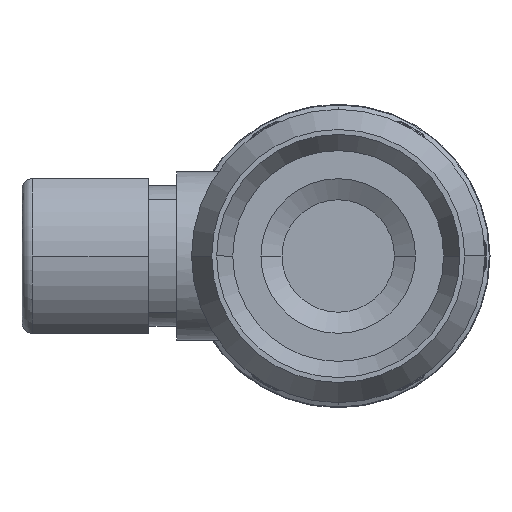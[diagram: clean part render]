
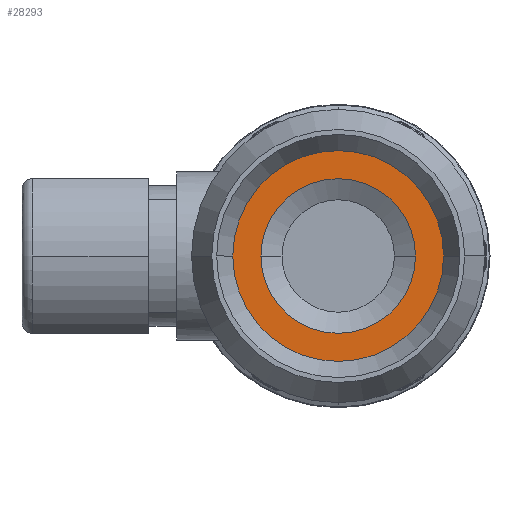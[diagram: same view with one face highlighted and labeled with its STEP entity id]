
A CAD part, left-side view. The second image highlights one B-rep face of the part: STEP entity #28293.
In plain terms, the highlighted planar face has unit normal (-1, 0, 0).
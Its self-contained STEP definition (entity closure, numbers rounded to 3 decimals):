
#2728 = FACE_BOUND ( 'NONE', #44507, .T. ) ;
#2729 = FACE_OUTER_BOUND ( 'NONE', #44509, .T. ) ;
#3375 = CIRCLE ( 'NONE', #25418, 5.5 ) ;
#3377 = CIRCLE ( 'NONE', #25419, 7.5 ) ;
#20393 = ORIENTED_EDGE ( 'NONE', *, *, #30949, .F. ) ;
#25094 = ORIENTED_EDGE ( 'NONE', *, *, #28792, .T. ) ;
#25095 = ORIENTED_EDGE ( 'NONE', *, *, #30944, .T. ) ;
#25096 = ORIENTED_EDGE ( 'NONE', *, *, #28791, .F. ) ;
#25239 = AXIS2_PLACEMENT_3D ( 'NONE', #25603, #25602, #25607 ) ;
#25418 = AXIS2_PLACEMENT_3D ( 'NONE', #39621, #39622, #39623 ) ;
#25419 = AXIS2_PLACEMENT_3D ( 'NONE', #39624, #39625, #39626 ) ;
#25491 = AXIS2_PLACEMENT_3D ( 'NONE', #43665, #43666, #43667 ) ;
#25493 = AXIS2_PLACEMENT_3D ( 'NONE', #43676, #43677, #43678 ) ;
#25602 = DIRECTION ( 'NONE',  ( -1., 0., 0. ) ) ;
#25603 = CARTESIAN_POINT ( 'NONE',  ( -11., 7.5, 0. ) ) ;
#25605 = PLANE ( 'NONE',  #25239 ) ;
#25607 = DIRECTION ( 'NONE',  ( 0., -1., 0. ) ) ;
#28293 = ADVANCED_FACE ( 'NONE', ( #2729, #2728 ), #25605, .T. ) ;
#28791 = EDGE_CURVE ( 'NONE', #32040, #32041, #3375, .T. ) ;
#28792 = EDGE_CURVE ( 'NONE', #32020, #32021, #3377, .T. ) ;
#28968 = CIRCLE ( 'NONE', #25491, 7.5 ) ;
#28971 = CIRCLE ( 'NONE', #25493, 5.5 ) ;
#30944 = EDGE_CURVE ( 'NONE', #32021, #32020, #28968, .T. ) ;
#30949 = EDGE_CURVE ( 'NONE', #32041, #32040, #28971, .T. ) ;
#32020 = VERTEX_POINT ( 'NONE', #33198 ) ;
#32021 = VERTEX_POINT ( 'NONE', #33199 ) ;
#32040 = VERTEX_POINT ( 'NONE', #33218 ) ;
#32041 = VERTEX_POINT ( 'NONE', #33219 ) ;
#33198 = CARTESIAN_POINT ( 'NONE',  ( -11., -7.5, 0. ) ) ;
#33199 = CARTESIAN_POINT ( 'NONE',  ( -11., 7.5, 0. ) ) ;
#33218 = CARTESIAN_POINT ( 'NONE',  ( -11., -5.5, 0. ) ) ;
#33219 = CARTESIAN_POINT ( 'NONE',  ( -11., 5.5, 0. ) ) ;
#39621 = CARTESIAN_POINT ( 'NONE',  ( -11., 0., 0. ) ) ;
#39622 = DIRECTION ( 'NONE',  ( -1., 0., 0. ) ) ;
#39623 = DIRECTION ( 'NONE',  ( 0., -1., 0. ) ) ;
#39624 = CARTESIAN_POINT ( 'NONE',  ( -11., 0., 0. ) ) ;
#39625 = DIRECTION ( 'NONE',  ( -1., 0., 0. ) ) ;
#39626 = DIRECTION ( 'NONE',  ( 0., -1., 0. ) ) ;
#43665 = CARTESIAN_POINT ( 'NONE',  ( -11., 0., 0. ) ) ;
#43666 = DIRECTION ( 'NONE',  ( -1., 0., 0. ) ) ;
#43667 = DIRECTION ( 'NONE',  ( 0., -1., 0. ) ) ;
#43676 = CARTESIAN_POINT ( 'NONE',  ( -11., 0., 0. ) ) ;
#43677 = DIRECTION ( 'NONE',  ( -1., 0., 0. ) ) ;
#43678 = DIRECTION ( 'NONE',  ( 0., -1., 0. ) ) ;
#44507 = EDGE_LOOP ( 'NONE', ( #25096, #20393 ) ) ;
#44509 = EDGE_LOOP ( 'NONE', ( #25094, #25095 ) ) ;
